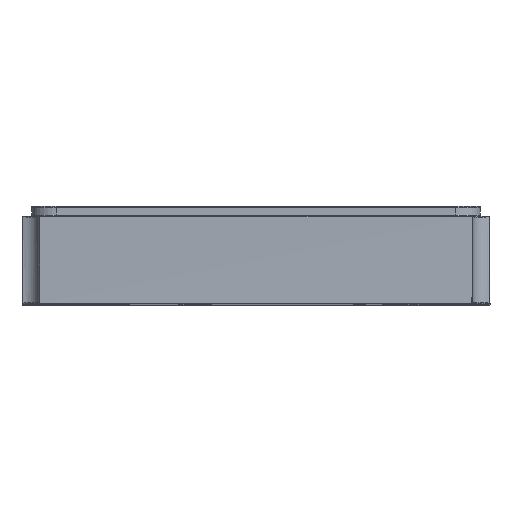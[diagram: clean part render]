
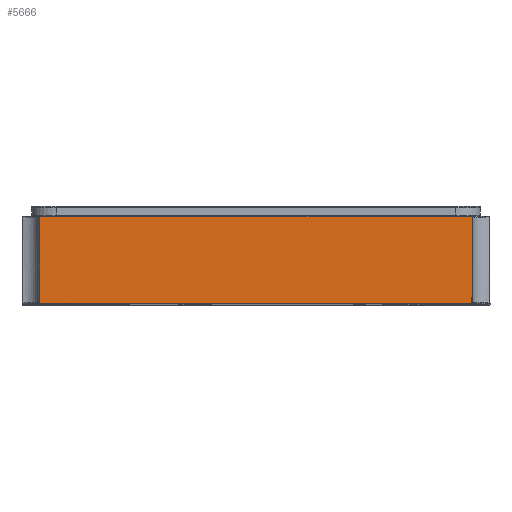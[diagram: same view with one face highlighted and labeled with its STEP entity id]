
A CAD part, top view. The second image highlights one B-rep face of the part: STEP entity #5666.
In plain terms, the highlighted planar face has unit normal (0, 0, 1).
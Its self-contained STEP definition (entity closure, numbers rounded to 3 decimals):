
#456 = DIRECTION ( 'NONE',  ( -1., 0., 0. ) ) ;
#544 = VERTEX_POINT ( 'NONE', #9651 ) ;
#675 = LINE ( 'NONE', #10151, #5538 ) ;
#817 = CARTESIAN_POINT ( 'NONE',  ( -2.221, 0.897, 3.646 ) ) ;
#1291 = CARTESIAN_POINT ( 'NONE',  ( -2.221, 0.897, 3.646 ) ) ;
#1402 = AXIS2_PLACEMENT_3D ( 'NONE', #12030, #6268, #456 ) ;
#1556 = ORIENTED_EDGE ( 'NONE', *, *, #2093, .F. ) ;
#2093 = EDGE_CURVE ( 'NONE', #4037, #544, #4218, .T. ) ;
#2771 = CARTESIAN_POINT ( 'NONE',  ( 0.737, 0.9, 3.641 ) ) ;
#2978 = CARTESIAN_POINT ( 'NONE',  ( 2.215, 0.89, 3.65 ) ) ;
#3585 = ORIENTED_EDGE ( 'NONE', *, *, #5572, .F. ) ;
#4037 = VERTEX_POINT ( 'NONE', #11763 ) ;
#4209 = CARTESIAN_POINT ( 'NONE',  ( -2.225, 0.305, 3.642 ) ) ;
#4218 = B_SPLINE_CURVE_WITH_KNOTS ( 'NONE', 3,
 ( #10922, #4209, #7114, #1291 ),
 .UNSPECIFIED., .F., .F.,
 ( 4, 4 ),
 ( 0., 1. ),
 .UNSPECIFIED. ) ;
#4294 = VERTEX_POINT ( 'NONE', #12049 ) ;
#4556 = ORIENTED_EDGE ( 'NONE', *, *, #9650, .F. ) ;
#4873 = ORIENTED_EDGE ( 'NONE', *, *, #9821, .F. ) ;
#5383 = DIRECTION ( 'NONE',  ( -1., 0., 0. ) ) ;
#5538 = VECTOR ( 'NONE', #5383, 1000. ) ;
#5572 = EDGE_CURVE ( 'NONE', #8619, #4037, #675, .T. ) ;
#5666 = ADVANCED_FACE ( 'NONE', ( #11398 ), #8360, .F. ) ;
#6268 = DIRECTION ( 'NONE',  ( 0., 0., -1. ) ) ;
#6636 = CARTESIAN_POINT ( 'NONE',  ( -0.74, 0.9, 3.642 ) ) ;
#7114 = CARTESIAN_POINT ( 'NONE',  ( -2.225, 0.599, 3.643 ) ) ;
#7540 = B_SPLINE_CURVE_WITH_KNOTS ( 'NONE', 3,
 ( #817, #6636, #2771, #9510 ),
 .UNSPECIFIED., .F., .F.,
 ( 4, 4 ),
 ( 0., 1. ),
 .UNSPECIFIED. ) ;
#7969 = CARTESIAN_POINT ( 'NONE',  ( 2.215, 0., 3.65 ) ) ;
#8360 = PLANE ( 'NONE',  #1402 ) ;
#8619 = VERTEX_POINT ( 'NONE', #7969 ) ;
#8684 = LINE ( 'NONE', #2978, #11241 ) ;
#8753 = DIRECTION ( 'NONE',  ( 0., -1., 0. ) ) ;
#9121 = EDGE_LOOP ( 'NONE', ( #1556, #3585, #4873, #4556 ) ) ;
#9510 = CARTESIAN_POINT ( 'NONE',  ( 2.219, 0.895, 3.643 ) ) ;
#9650 = EDGE_CURVE ( 'NONE', #544, #4294, #7540, .T. ) ;
#9651 = CARTESIAN_POINT ( 'NONE',  ( -2.221, 0.897, 3.646 ) ) ;
#9821 = EDGE_CURVE ( 'NONE', #4294, #8619, #8684, .T. ) ;
#10151 = CARTESIAN_POINT ( 'NONE',  ( -2.4, 0., 3.65 ) ) ;
#10922 = CARTESIAN_POINT ( 'NONE',  ( -2.22, 0.005, 3.645 ) ) ;
#11241 = VECTOR ( 'NONE', #8753, 1000. ) ;
#11398 = FACE_OUTER_BOUND ( 'NONE', #9121, .T. ) ;
#11763 = CARTESIAN_POINT ( 'NONE',  ( -2.22, 0.005, 3.645 ) ) ;
#12030 = CARTESIAN_POINT ( 'NONE',  ( -2.4, 0.9, 3.65 ) ) ;
#12049 = CARTESIAN_POINT ( 'NONE',  ( 2.219, 0.895, 3.643 ) ) ;
